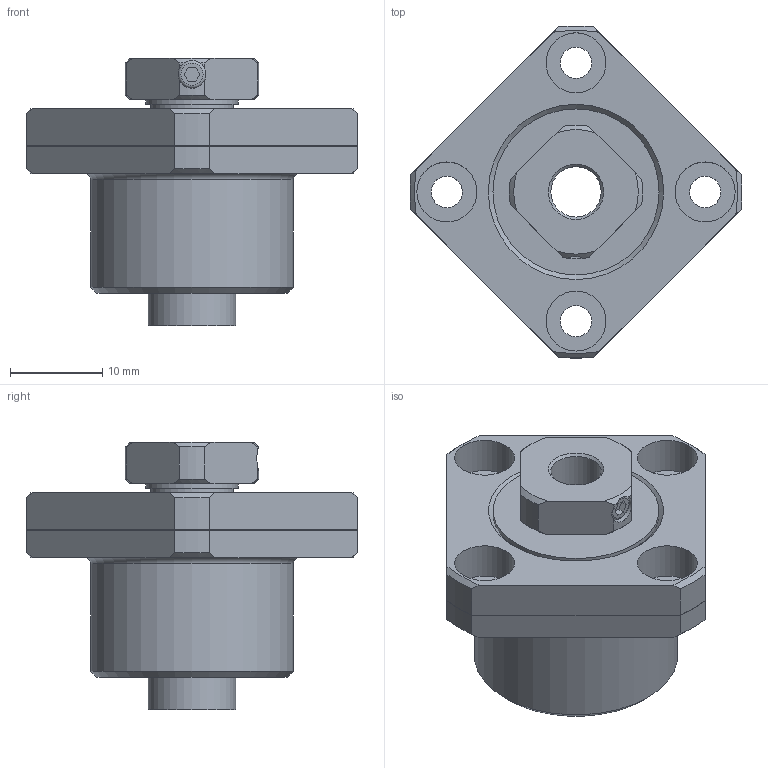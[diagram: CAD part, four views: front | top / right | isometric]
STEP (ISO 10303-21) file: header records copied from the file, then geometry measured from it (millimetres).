
FILE_DESCRIPTION( ( 'STEP AP203' ), ' ' );
FILE_NAME( 'FK_6Yes.stp', '2018-02-07T16:49:15', ( '' ), ( '' ), ' ', 'PARTsolutions', ' ' );
FILE_SCHEMA( ( 'CONFIG_CONTROL_DESIGN' ) );
Length unit declared in the file: millimetre
Products named in the file (3): FK 6Yes; _FK 6; _FK 6collar
Assembly tree (2 placements, depth 2):
  FK 6Yes
    _FK 6
    _FK 6collar
Bounding box: 35.98 x 35.98 x 29 mm (x, y, z)
Volume: 9803.7 mm3; surface area: 4850.2 mm2
Topology: 2 solids, 2 shells, 101 faces, 241 edges, 159 vertices
Faces by surface type: plane 42, cylinder 37, cone 20, torus 2
Full cylindrical faces by diameter (mm): 3 x1, 3.4 x4, 5.459 x1, 6 x2, 6.5 x4, 9 x1, 9.5 x2, 10 x1, 18 x2, 22 x1
Entity records: 2998 total; most frequent: CARTESIAN_POINT 607, DIRECTION 480, ORIENTED_EDGE 428, EDGE_CURVE 214, AXIS2_PLACEMENT_3D 198, VERTEX_POINT 157, EDGE_LOOP 153, FACE_OUTER_BOUND 122
